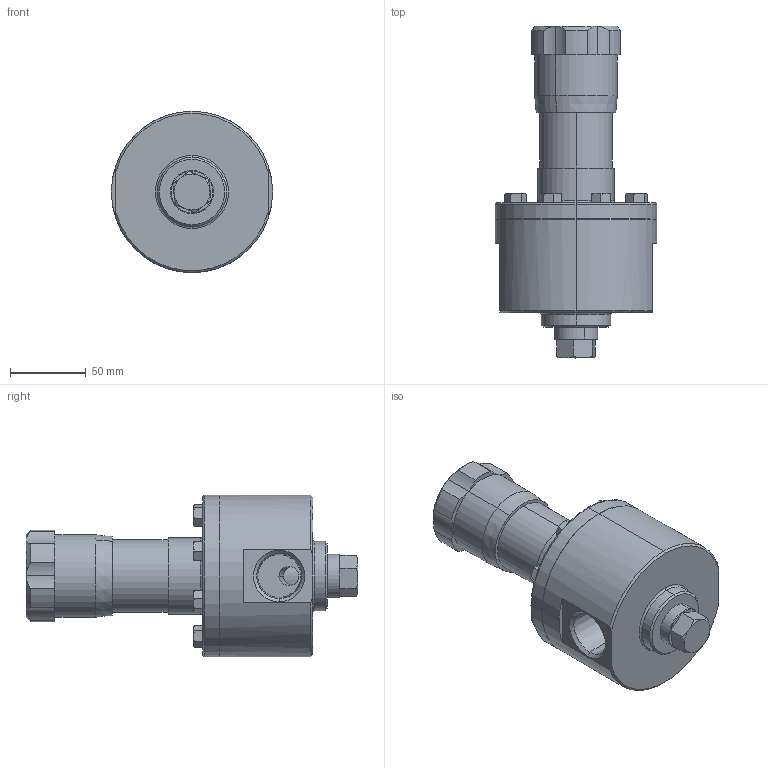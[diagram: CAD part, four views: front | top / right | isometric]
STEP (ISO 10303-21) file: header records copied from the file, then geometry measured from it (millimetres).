
FILE_DESCRIPTION (( 'STEP AP203' ), '1' );
FILE_NAME ('JSRHF-100-6N_3.5Cv.STEP', '2017-06-26T15:23:04', ( '' ), ( '' ), 'SwSTEP 2.0', 'SolidWorks 2014', '' );
FILE_SCHEMA (( 'CONFIG_CONTROL_DESIGN' ));
Length unit declared in the file: inch
Products named in the file (2): JSRHF-100-6N_3.5Cv
Bounding box: 106.68 x 219.46 x 106.68 mm (x, y, z)
Volume: 892567.9 mm3; surface area: 75028.4 mm2
Topology: 1 solids, 1 shells, 209 faces, 467 edges, 279 vertices
Faces by surface type: plane 84, cone 78, cylinder 41, torus 6
Entity records: 6554 total; most frequent: CARTESIAN_POINT 1929, ORIENTED_EDGE 934, DIRECTION 911, EDGE_CURVE 467, AXIS2_PLACEMENT_3D 371, VERTEX_POINT 279, EDGE_LOOP 228, ADVANCED_FACE 209
